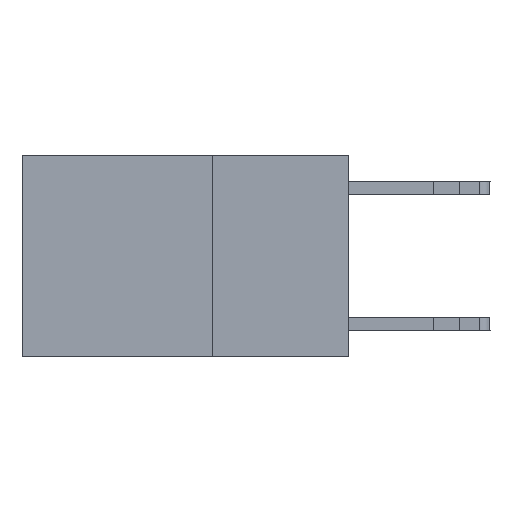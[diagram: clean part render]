
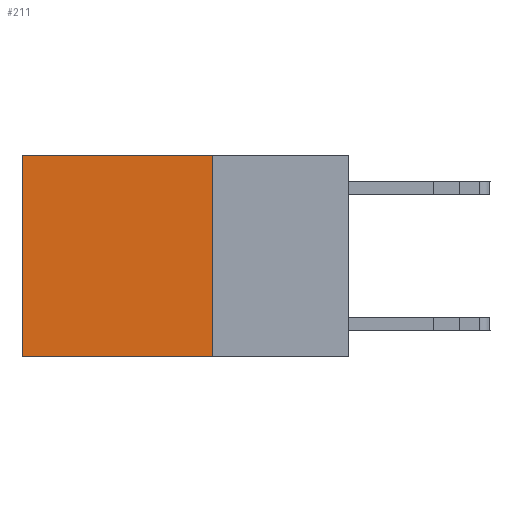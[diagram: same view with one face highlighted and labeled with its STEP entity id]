
A CAD part, left-side view. The second image highlights one B-rep face of the part: STEP entity #211.
In plain terms, the highlighted planar face has unit normal (-1, 0, 0).
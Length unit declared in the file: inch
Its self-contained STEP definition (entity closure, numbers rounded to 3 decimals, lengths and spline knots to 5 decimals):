
#211 = ADVANCED_FACE ( 'NONE', ( #10812 ), #17763, .F. ) ;
#221 = EDGE_LOOP ( 'NONE', ( #1301, #11668, #17634, #13439 ) ) ;
#740 = CARTESIAN_POINT ( 'NONE',  ( 0.2625, 0.25, 0. ) ) ;
#1048 = EDGE_CURVE ( 'NONE', #13506, #14042, #7265, .T. ) ;
#1082 = EDGE_CURVE ( 'NONE', #12917, #14042, #12148, .T. ) ;
#1301 = ORIENTED_EDGE ( 'NONE', *, *, #1048, .T. ) ;
#2128 = CARTESIAN_POINT ( 'NONE',  ( 0.2625, 0.6, 0. ) ) ;
#2270 = DIRECTION ( 'NONE',  ( 0., 1., 0. ) ) ;
#2455 = LINE ( 'NONE', #3779, #15667 ) ;
#3779 = CARTESIAN_POINT ( 'NONE',  ( 0.2625, 0.25, 0. ) ) ;
#4543 = CARTESIAN_POINT ( 'NONE',  ( 0.2625, 0.6, 0. ) ) ;
#6059 = VECTOR ( 'NONE', #10714, 39.37008 ) ;
#6438 = CARTESIAN_POINT ( 'NONE',  ( 0.2625, 0.6, -0.37 ) ) ;
#7261 = VERTEX_POINT ( 'NONE', #9403 ) ;
#7265 = LINE ( 'NONE', #4543, #14970 ) ;
#8185 = DIRECTION ( 'NONE',  ( 0., 1., 0. ) ) ;
#9013 = CARTESIAN_POINT ( 'NONE',  ( 0.2625, 0.25, 0. ) ) ;
#9403 = CARTESIAN_POINT ( 'NONE',  ( 0.2625, 0.25, 0. ) ) ;
#10714 = DIRECTION ( 'NONE',  ( 0., 0., -1. ) ) ;
#10812 = FACE_OUTER_BOUND ( 'NONE', #221, .T. ) ;
#10993 = EDGE_CURVE ( 'NONE', #7261, #12917, #12030, .T. ) ;
#11668 = ORIENTED_EDGE ( 'NONE', *, *, #1082, .F. ) ;
#11845 = AXIS2_PLACEMENT_3D ( 'NONE', #9013, #14746, #16524 ) ;
#12030 = LINE ( 'NONE', #740, #6059 ) ;
#12148 = LINE ( 'NONE', #15141, #17687 ) ;
#12732 = EDGE_CURVE ( 'NONE', #7261, #13506, #2455, .T. ) ;
#12917 = VERTEX_POINT ( 'NONE', #13267 ) ;
#13267 = CARTESIAN_POINT ( 'NONE',  ( 0.2625, 0.25, -0.37 ) ) ;
#13439 = ORIENTED_EDGE ( 'NONE', *, *, #12732, .T. ) ;
#13506 = VERTEX_POINT ( 'NONE', #2128 ) ;
#14042 = VERTEX_POINT ( 'NONE', #6438 ) ;
#14499 = DIRECTION ( 'NONE',  ( 0., 0., -1. ) ) ;
#14746 = DIRECTION ( 'NONE',  ( 1., 0., 0. ) ) ;
#14970 = VECTOR ( 'NONE', #14499, 39.37008 ) ;
#15141 = CARTESIAN_POINT ( 'NONE',  ( 0.2625, 0.25, -0.37 ) ) ;
#15667 = VECTOR ( 'NONE', #8185, 39.37008 ) ;
#16524 = DIRECTION ( 'NONE',  ( 0., 0., -1. ) ) ;
#17634 = ORIENTED_EDGE ( 'NONE', *, *, #10993, .F. ) ;
#17687 = VECTOR ( 'NONE', #2270, 39.37008 ) ;
#17763 = PLANE ( 'NONE',  #11845 ) ;
